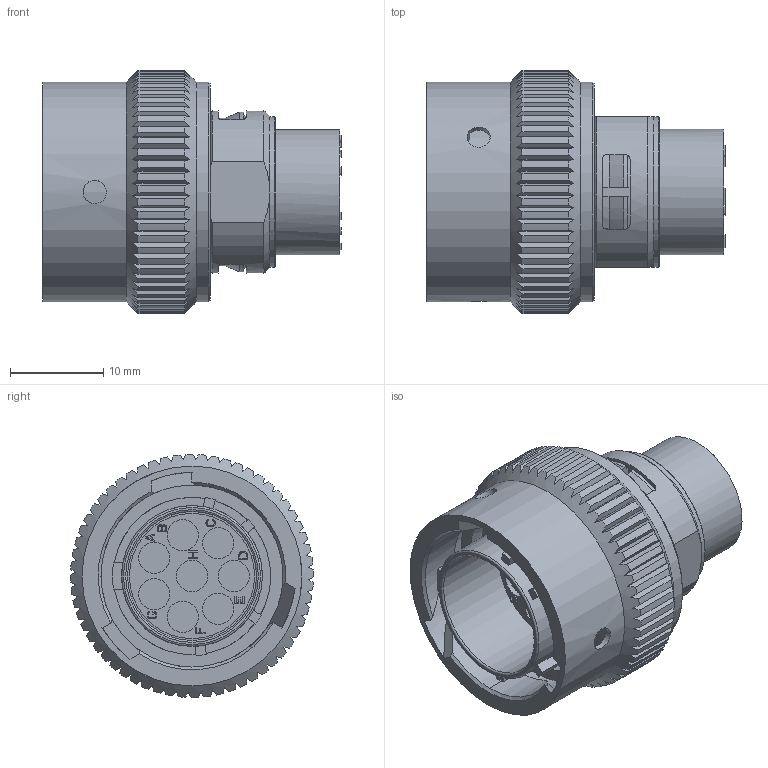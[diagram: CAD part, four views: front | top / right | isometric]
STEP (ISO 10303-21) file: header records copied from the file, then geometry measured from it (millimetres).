
FILE_DESCRIPTION(/* description */ ('STEP AP214'),/* implementation_level */ '2;1');
FILE_NAME(/* name */ 'RT06128PNH03SS',/* time_stamp */ '2023-01-16T15:38:26+01:00',/* author */ ('License CC BY-ND 4.0'),/* organization */ ('CADENAS'),/* preprocessor_version */ 'ST-DEVELOPER v18.102',/* originating_system */ 'PARTsolutions',/* authorisation */ ' ');
FILE_SCHEMA (('MODEL_BASED_INTEGRATED_MANUFACTURING_SCHEMA','AUTOMOTIVE_DESIGN {1 0 10303 214 3 1 1}'));
Length unit declared in the file: millimetre
Products named in the file (1): RT06128PNH03SS
Bounding box: 32.1 x 26.1 x 26.1 mm (x, y, z)
Volume: 7589.5 mm3; surface area: 6352.1 mm2
Topology: 1 solids, 1 shells, 621 faces, 1739 edges, 1157 vertices
Faces by surface type: plane 419, cylinder 181, cone 18, torus 3
Full cylindrical faces by diameter (mm): 2.5 x3, 3.35 x16, 13.45 x2, 13.85 x1, 15.12 x1, 15.95 x2, 16.2 x1, 16.9 x1, 19.55 x1, 22 x1, 23.6 x2
Entity records: 20044 total; most frequent: CARTESIAN_POINT 4420, ORIENTED_EDGE 3370, DIRECTION 3046, EDGE_CURVE 1685, VERTEX_POINT 1142, AXIS2_PLACEMENT_3D 1050, LINE 946, VECTOR 946
